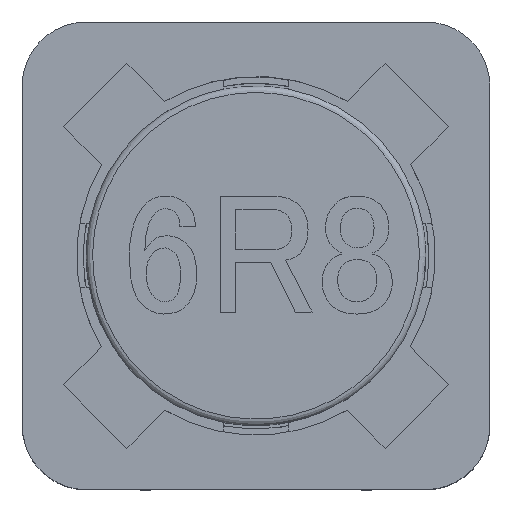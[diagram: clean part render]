
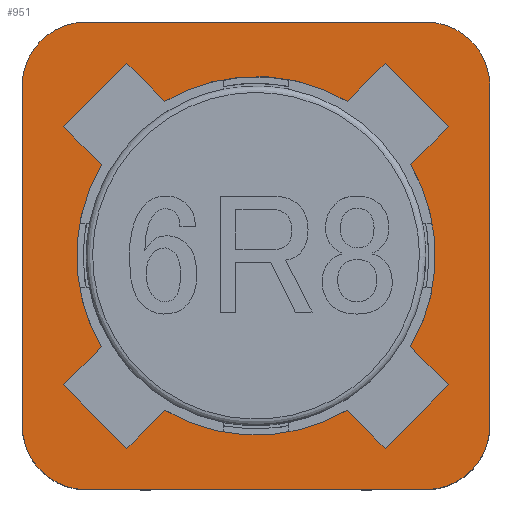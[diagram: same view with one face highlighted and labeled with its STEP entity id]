
A CAD part, top view. The second image highlights one B-rep face of the part: STEP entity #951.
In plain terms, the highlighted free-form (B-spline) face has degree [1, 1] with [2, 2] control points.
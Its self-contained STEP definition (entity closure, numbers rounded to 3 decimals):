
#297=CARTESIAN_POINT('',(2.412,-1.422,4.));
#298=VERTEX_POINT('',#297);
#299=CARTESIAN_POINT('',(2.412,1.422,4.));
#300=VERTEX_POINT('',#299);
#301=CARTESIAN_POINT('',(2.412,-1.422,4.));
#302=CARTESIAN_POINT('',(3.25,0.,4.));
#303=CARTESIAN_POINT('',(2.412,1.422,4.));
#304=(BOUNDED_CURVE()B_SPLINE_CURVE(2,(#301,#302,#303),.CIRCULAR_ARC.,.F.,.U.)B_SPLINE_CURVE_WITH_KNOTS((3,3),(0.,1.),.UNSPECIFIED.)CURVE()GEOMETRIC_REPRESENTATION_ITEM()RATIONAL_B_SPLINE_CURVE((1.,0.861,1.))REPRESENTATION_ITEM(''));
#305=EDGE_CURVE('',#298,#300,#304,.T.);
#335=CARTESIAN_POINT('',(3.005,2.015,4.));
#336=VERTEX_POINT('',#335);
#337=CARTESIAN_POINT('',(2.412,1.422,4.));
#338=CARTESIAN_POINT('',(3.005,2.015,4.));
#339=B_SPLINE_CURVE_WITH_KNOTS('',1,(#337,#338),.POLYLINE_FORM.,.F.,.U.,(2,2),(0.,1.),.UNSPECIFIED.);
#340=EDGE_CURVE('',#300,#336,#339,.T.);
#377=CARTESIAN_POINT('',(2.015,3.005,4.));
#378=VERTEX_POINT('',#377);
#379=CARTESIAN_POINT('',(3.005,2.015,4.));
#380=CARTESIAN_POINT('',(2.015,3.005,4.));
#381=B_SPLINE_CURVE_WITH_KNOTS('',1,(#379,#380),.POLYLINE_FORM.,.F.,.U.,(2,2),(0.,1.),.UNSPECIFIED.);
#382=EDGE_CURVE('',#336,#378,#381,.T.);
#405=CARTESIAN_POINT('',(1.422,2.412,4.));
#406=VERTEX_POINT('',#405);
#407=CARTESIAN_POINT('',(2.015,3.005,4.));
#408=CARTESIAN_POINT('',(1.422,2.412,4.));
#409=B_SPLINE_CURVE_WITH_KNOTS('',1,(#407,#408),.POLYLINE_FORM.,.F.,.U.,(2,2),(0.,1.),.UNSPECIFIED.);
#410=EDGE_CURVE('',#378,#406,#409,.T.);
#449=CARTESIAN_POINT('',(-1.422,2.412,4.));
#450=VERTEX_POINT('',#449);
#451=CARTESIAN_POINT('',(1.422,2.412,4.));
#452=CARTESIAN_POINT('',(0.,3.25,4.));
#453=CARTESIAN_POINT('',(-1.422,2.412,4.));
#454=(BOUNDED_CURVE()B_SPLINE_CURVE(2,(#451,#452,#453),.CIRCULAR_ARC.,.F.,.U.)B_SPLINE_CURVE_WITH_KNOTS((3,3),(0.,1.),.UNSPECIFIED.)CURVE()GEOMETRIC_REPRESENTATION_ITEM()RATIONAL_B_SPLINE_CURVE((1.,0.861,1.))REPRESENTATION_ITEM(''));
#455=EDGE_CURVE('',#406,#450,#454,.T.);
#479=CARTESIAN_POINT('',(-2.015,3.005,4.));
#480=VERTEX_POINT('',#479);
#481=CARTESIAN_POINT('',(-1.422,2.412,4.));
#482=CARTESIAN_POINT('',(-2.015,3.005,4.));
#483=B_SPLINE_CURVE_WITH_KNOTS('',1,(#481,#482),.POLYLINE_FORM.,.F.,.U.,(2,2),(0.,1.),.UNSPECIFIED.);
#484=EDGE_CURVE('',#450,#480,#483,.T.);
#521=CARTESIAN_POINT('',(-3.005,2.015,4.));
#522=VERTEX_POINT('',#521);
#523=CARTESIAN_POINT('',(-2.015,3.005,4.));
#524=CARTESIAN_POINT('',(-3.005,2.015,4.));
#525=B_SPLINE_CURVE_WITH_KNOTS('',1,(#523,#524),.POLYLINE_FORM.,.F.,.U.,(2,2),(0.,1.),.UNSPECIFIED.);
#526=EDGE_CURVE('',#480,#522,#525,.T.);
#549=CARTESIAN_POINT('',(-2.412,1.422,4.));
#550=VERTEX_POINT('',#549);
#551=CARTESIAN_POINT('',(-3.005,2.015,4.));
#552=CARTESIAN_POINT('',(-2.412,1.422,4.));
#553=B_SPLINE_CURVE_WITH_KNOTS('',1,(#551,#552),.POLYLINE_FORM.,.F.,.U.,(2,2),(0.,1.),.UNSPECIFIED.);
#554=EDGE_CURVE('',#522,#550,#553,.T.);
#593=CARTESIAN_POINT('',(-2.412,-1.422,4.));
#594=VERTEX_POINT('',#593);
#595=CARTESIAN_POINT('',(-2.412,1.422,4.));
#596=CARTESIAN_POINT('',(-3.25,0.,4.));
#597=CARTESIAN_POINT('',(-2.412,-1.422,4.));
#598=(BOUNDED_CURVE()B_SPLINE_CURVE(2,(#595,#596,#597),.CIRCULAR_ARC.,.F.,.U.)B_SPLINE_CURVE_WITH_KNOTS((3,3),(0.,1.),.UNSPECIFIED.)CURVE()GEOMETRIC_REPRESENTATION_ITEM()RATIONAL_B_SPLINE_CURVE((1.,0.861,1.))REPRESENTATION_ITEM(''));
#599=EDGE_CURVE('',#550,#594,#598,.T.);
#623=CARTESIAN_POINT('',(-3.005,-2.015,4.));
#624=VERTEX_POINT('',#623);
#625=CARTESIAN_POINT('',(-2.412,-1.422,4.));
#626=CARTESIAN_POINT('',(-3.005,-2.015,4.));
#627=B_SPLINE_CURVE_WITH_KNOTS('',1,(#625,#626),.POLYLINE_FORM.,.F.,.U.,(2,2),(0.,1.),.UNSPECIFIED.);
#628=EDGE_CURVE('',#594,#624,#627,.T.);
#665=CARTESIAN_POINT('',(-2.015,-3.005,4.));
#666=VERTEX_POINT('',#665);
#667=CARTESIAN_POINT('',(-3.005,-2.015,4.));
#668=CARTESIAN_POINT('',(-2.015,-3.005,4.));
#669=B_SPLINE_CURVE_WITH_KNOTS('',1,(#667,#668),.POLYLINE_FORM.,.F.,.U.,(2,2),(0.,1.),.UNSPECIFIED.);
#670=EDGE_CURVE('',#624,#666,#669,.T.);
#693=CARTESIAN_POINT('',(-1.422,-2.412,4.));
#694=VERTEX_POINT('',#693);
#695=CARTESIAN_POINT('',(-2.015,-3.005,4.));
#696=CARTESIAN_POINT('',(-1.422,-2.412,4.));
#697=B_SPLINE_CURVE_WITH_KNOTS('',1,(#695,#696),.POLYLINE_FORM.,.F.,.U.,(2,2),(0.,1.),.UNSPECIFIED.);
#698=EDGE_CURVE('',#666,#694,#697,.T.);
#737=CARTESIAN_POINT('',(1.422,-2.412,4.));
#738=VERTEX_POINT('',#737);
#739=CARTESIAN_POINT('',(-1.422,-2.412,4.));
#740=CARTESIAN_POINT('',(0.,-3.25,4.));
#741=CARTESIAN_POINT('',(1.422,-2.412,4.));
#742=(BOUNDED_CURVE()B_SPLINE_CURVE(2,(#739,#740,#741),.CIRCULAR_ARC.,.F.,.U.)B_SPLINE_CURVE_WITH_KNOTS((3,3),(0.,1.),.UNSPECIFIED.)CURVE()GEOMETRIC_REPRESENTATION_ITEM()RATIONAL_B_SPLINE_CURVE((1.,0.861,1.))REPRESENTATION_ITEM(''));
#743=EDGE_CURVE('',#694,#738,#742,.T.);
#767=CARTESIAN_POINT('',(2.015,-3.005,4.));
#768=VERTEX_POINT('',#767);
#769=CARTESIAN_POINT('',(1.422,-2.412,4.));
#770=CARTESIAN_POINT('',(2.015,-3.005,4.));
#771=B_SPLINE_CURVE_WITH_KNOTS('',1,(#769,#770),.POLYLINE_FORM.,.F.,.U.,(2,2),(0.,1.),.UNSPECIFIED.);
#772=EDGE_CURVE('',#738,#768,#771,.T.);
#809=CARTESIAN_POINT('',(3.005,-2.015,4.));
#810=VERTEX_POINT('',#809);
#811=CARTESIAN_POINT('',(2.015,-3.005,4.));
#812=CARTESIAN_POINT('',(3.005,-2.015,4.));
#813=B_SPLINE_CURVE_WITH_KNOTS('',1,(#811,#812),.POLYLINE_FORM.,.F.,.U.,(2,2),(0.,1.),.UNSPECIFIED.);
#814=EDGE_CURVE('',#768,#810,#813,.T.);
#837=CARTESIAN_POINT('',(3.005,-2.015,4.));
#838=CARTESIAN_POINT('',(2.412,-1.422,4.));
#839=B_SPLINE_CURVE_WITH_KNOTS('',1,(#837,#838),.POLYLINE_FORM.,.F.,.U.,(2,2),(0.,1.),.UNSPECIFIED.);
#840=EDGE_CURVE('',#810,#298,#839,.T.);
#866=CARTESIAN_POINT('',(-4.015,-4.015,4.));
#867=CARTESIAN_POINT('',(-4.015,4.015,4.));
#868=CARTESIAN_POINT('',(4.015,-4.015,4.));
#869=CARTESIAN_POINT('',(4.015,4.015,4.));
#870=B_SPLINE_SURFACE_WITH_KNOTS('',1,1,((#866,#867),(#868,#869)),.PLANE_SURF.,.F.,.F.,.U.,(2,2),(2,2),(0.,1.),(0.,1.),.UNSPECIFIED.);
#871=CARTESIAN_POINT('',(-2.65,3.65,4.));
#872=VERTEX_POINT('',#871);
#873=CARTESIAN_POINT('',(-3.65,2.65,4.));
#874=VERTEX_POINT('',#873);
#875=CARTESIAN_POINT('',(-2.65,3.65,4.));
#876=CARTESIAN_POINT('',(-3.65,3.65,4.));
#877=CARTESIAN_POINT('',(-3.65,2.65,4.));
#878=(BOUNDED_CURVE()B_SPLINE_CURVE(2,(#875,#876,#877),.CIRCULAR_ARC.,.F.,.U.)B_SPLINE_CURVE_WITH_KNOTS((3,3),(0.,1.),.UNSPECIFIED.)CURVE()GEOMETRIC_REPRESENTATION_ITEM()RATIONAL_B_SPLINE_CURVE((1.,0.707,1.))REPRESENTATION_ITEM(''));
#879=EDGE_CURVE('',#872,#874,#878,.T.);
#880=ORIENTED_EDGE('',*,*,#879,.T.);
#881=CARTESIAN_POINT('',(-3.65,-2.65,4.));
#882=VERTEX_POINT('',#881);
#883=CARTESIAN_POINT('',(-3.65,2.65,4.));
#884=CARTESIAN_POINT('',(-3.65,-2.65,4.));
#885=B_SPLINE_CURVE_WITH_KNOTS('',1,(#883,#884),.POLYLINE_FORM.,.F.,.U.,(2,2),(0.,1.),.UNSPECIFIED.);
#886=EDGE_CURVE('',#874,#882,#885,.T.);
#887=ORIENTED_EDGE('',*,*,#886,.T.);
#888=CARTESIAN_POINT('',(-2.65,-3.65,4.));
#889=VERTEX_POINT('',#888);
#890=CARTESIAN_POINT('',(-3.65,-2.65,4.));
#891=CARTESIAN_POINT('',(-3.65,-3.65,4.));
#892=CARTESIAN_POINT('',(-2.65,-3.65,4.));
#893=(BOUNDED_CURVE()B_SPLINE_CURVE(2,(#890,#891,#892),.CIRCULAR_ARC.,.F.,.U.)B_SPLINE_CURVE_WITH_KNOTS((3,3),(0.,1.),.UNSPECIFIED.)CURVE()GEOMETRIC_REPRESENTATION_ITEM()RATIONAL_B_SPLINE_CURVE((1.,0.707,1.))REPRESENTATION_ITEM(''));
#894=EDGE_CURVE('',#882,#889,#893,.T.);
#895=ORIENTED_EDGE('',*,*,#894,.T.);
#896=CARTESIAN_POINT('',(2.65,-3.65,4.));
#897=VERTEX_POINT('',#896);
#898=CARTESIAN_POINT('',(-2.65,-3.65,4.));
#899=CARTESIAN_POINT('',(2.65,-3.65,4.));
#900=B_SPLINE_CURVE_WITH_KNOTS('',1,(#898,#899),.POLYLINE_FORM.,.F.,.U.,(2,2),(0.,1.),.UNSPECIFIED.);
#901=EDGE_CURVE('',#889,#897,#900,.T.);
#902=ORIENTED_EDGE('',*,*,#901,.T.);
#903=CARTESIAN_POINT('',(3.65,-2.65,4.));
#904=VERTEX_POINT('',#903);
#905=CARTESIAN_POINT('',(2.65,-3.65,4.));
#906=CARTESIAN_POINT('',(3.65,-3.65,4.));
#907=CARTESIAN_POINT('',(3.65,-2.65,4.));
#908=(BOUNDED_CURVE()B_SPLINE_CURVE(2,(#905,#906,#907),.CIRCULAR_ARC.,.F.,.U.)B_SPLINE_CURVE_WITH_KNOTS((3,3),(0.,1.),.UNSPECIFIED.)CURVE()GEOMETRIC_REPRESENTATION_ITEM()RATIONAL_B_SPLINE_CURVE((1.,0.707,1.))REPRESENTATION_ITEM(''));
#909=EDGE_CURVE('',#897,#904,#908,.T.);
#910=ORIENTED_EDGE('',*,*,#909,.T.);
#911=CARTESIAN_POINT('',(3.65,2.65,4.));
#912=VERTEX_POINT('',#911);
#913=CARTESIAN_POINT('',(3.65,-2.65,4.));
#914=CARTESIAN_POINT('',(3.65,2.65,4.));
#915=B_SPLINE_CURVE_WITH_KNOTS('',1,(#913,#914),.POLYLINE_FORM.,.F.,.U.,(2,2),(0.,1.),.UNSPECIFIED.);
#916=EDGE_CURVE('',#904,#912,#915,.T.);
#917=ORIENTED_EDGE('',*,*,#916,.T.);
#918=CARTESIAN_POINT('',(2.65,3.65,4.));
#919=VERTEX_POINT('',#918);
#920=CARTESIAN_POINT('',(3.65,2.65,4.));
#921=CARTESIAN_POINT('',(3.65,3.65,4.));
#922=CARTESIAN_POINT('',(2.65,3.65,4.));
#923=(BOUNDED_CURVE()B_SPLINE_CURVE(2,(#920,#921,#922),.CIRCULAR_ARC.,.F.,.U.)B_SPLINE_CURVE_WITH_KNOTS((3,3),(0.,1.),.UNSPECIFIED.)CURVE()GEOMETRIC_REPRESENTATION_ITEM()RATIONAL_B_SPLINE_CURVE((1.,0.707,1.))REPRESENTATION_ITEM(''));
#924=EDGE_CURVE('',#912,#919,#923,.T.);
#925=ORIENTED_EDGE('',*,*,#924,.T.);
#926=CARTESIAN_POINT('',(2.65,3.65,4.));
#927=CARTESIAN_POINT('',(-2.65,3.65,4.));
#928=B_SPLINE_CURVE_WITH_KNOTS('',1,(#926,#927),.POLYLINE_FORM.,.F.,.U.,(2,2),(0.,1.),.UNSPECIFIED.);
#929=EDGE_CURVE('',#919,#872,#928,.T.);
#930=ORIENTED_EDGE('',*,*,#929,.T.);
#931=EDGE_LOOP('',(#880,#887,#895,#902,#910,#917,#925,#930));
#932=FACE_OUTER_BOUND('',#931,.T.);
#933=ORIENTED_EDGE('',*,*,#410,.F.);
#934=ORIENTED_EDGE('',*,*,#382,.F.);
#935=ORIENTED_EDGE('',*,*,#340,.F.);
#936=ORIENTED_EDGE('',*,*,#305,.F.);
#937=ORIENTED_EDGE('',*,*,#840,.F.);
#938=ORIENTED_EDGE('',*,*,#814,.F.);
#939=ORIENTED_EDGE('',*,*,#772,.F.);
#940=ORIENTED_EDGE('',*,*,#743,.F.);
#941=ORIENTED_EDGE('',*,*,#698,.F.);
#942=ORIENTED_EDGE('',*,*,#670,.F.);
#943=ORIENTED_EDGE('',*,*,#628,.F.);
#944=ORIENTED_EDGE('',*,*,#599,.F.);
#945=ORIENTED_EDGE('',*,*,#554,.F.);
#946=ORIENTED_EDGE('',*,*,#526,.F.);
#947=ORIENTED_EDGE('',*,*,#484,.F.);
#948=ORIENTED_EDGE('',*,*,#455,.F.);
#949=EDGE_LOOP('',(#933,#934,#935,#936,#937,#938,#939,#940,#941,#942,#943,#944,#945,#946,#947,#948));
#950=FACE_BOUND('',#949,.T.);
#951=ADVANCED_FACE('',(#932,#950),#870,.T.);
